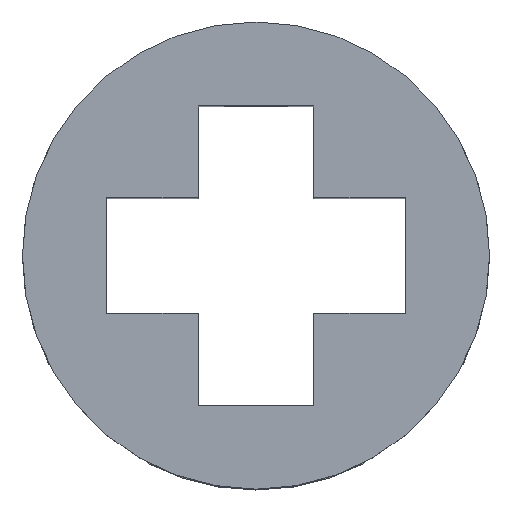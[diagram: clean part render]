
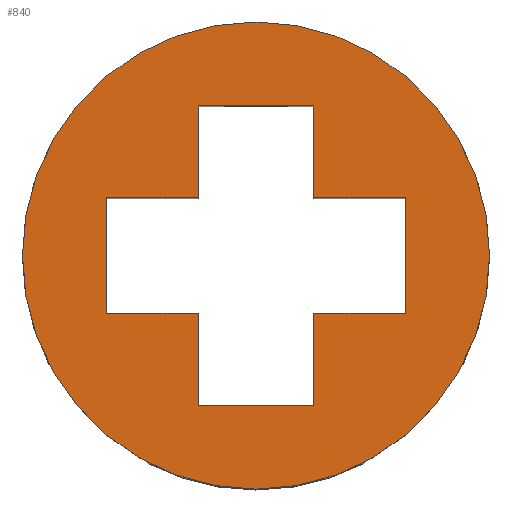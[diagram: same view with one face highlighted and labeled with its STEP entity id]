
A CAD part, top view. The second image highlights one B-rep face of the part: STEP entity #840.
In plain terms, the highlighted planar face has unit normal (0, 0, 1).
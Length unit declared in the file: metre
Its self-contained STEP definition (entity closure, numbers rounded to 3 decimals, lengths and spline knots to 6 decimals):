
#203=CARTESIAN_POINT('',(0.,0.,0.003835));
#204=DIRECTION('',(0.,0.,-1.));
#205=DIRECTION('',(-1.,0.,0.));
#206=AXIS2_PLACEMENT_3D('',#203,#204,#205);
#208=CARTESIAN_POINT('',(0.,0.,0.003835));
#209=DIRECTION('',(0.,0.,-1.));
#210=DIRECTION('',(1.,0.,0.));
#211=AXIS2_PLACEMENT_3D('',#208,#209,#210);
#213=DIRECTION('',(0.,-1.,0.));
#214=VECTOR('',#213,0.00183);
#215=CARTESIAN_POINT('',(-0.002375,0.000915,0.003835));
#216=LINE('',#215,#214);
#217=DIRECTION('',(1.,0.,0.));
#218=VECTOR('',#217,0.00146);
#219=CARTESIAN_POINT('',(-0.002375,-0.000915,0.003835));
#220=LINE('',#219,#218);
#221=DIRECTION('',(0.,-1.,0.));
#222=VECTOR('',#221,0.00146);
#223=CARTESIAN_POINT('',(-0.000915,-0.000915,0.003835));
#224=LINE('',#223,#222);
#225=DIRECTION('',(1.,0.,0.));
#226=VECTOR('',#225,0.00183);
#227=CARTESIAN_POINT('',(-0.000915,-0.002375,0.003835));
#228=LINE('',#227,#226);
#229=DIRECTION('',(0.,1.,0.));
#230=VECTOR('',#229,0.00146);
#231=CARTESIAN_POINT('',(0.000915,-0.002375,0.003835));
#232=LINE('',#231,#230);
#233=DIRECTION('',(1.,0.,0.));
#234=VECTOR('',#233,0.00146);
#235=CARTESIAN_POINT('',(0.000915,-0.000915,0.003835));
#236=LINE('',#235,#234);
#237=DIRECTION('',(0.,1.,0.));
#238=VECTOR('',#237,0.00183);
#239=CARTESIAN_POINT('',(0.002375,-0.000915,0.003835));
#240=LINE('',#239,#238);
#241=DIRECTION('',(-1.,0.,0.));
#242=VECTOR('',#241,0.00146);
#243=CARTESIAN_POINT('',(0.002375,0.000915,0.003835));
#244=LINE('',#243,#242);
#245=DIRECTION('',(0.,1.,0.));
#246=VECTOR('',#245,0.00146);
#247=CARTESIAN_POINT('',(0.000915,0.000915,0.003835));
#248=LINE('',#247,#246);
#249=DIRECTION('',(-1.,0.,0.));
#250=VECTOR('',#249,0.00183);
#251=CARTESIAN_POINT('',(0.000915,0.002375,0.003835));
#252=LINE('',#251,#250);
#253=DIRECTION('',(0.,-1.,0.));
#254=VECTOR('',#253,0.00146);
#255=CARTESIAN_POINT('',(-0.000915,0.002375,0.003835));
#256=LINE('',#255,#254);
#257=DIRECTION('',(-1.,0.,0.));
#258=VECTOR('',#257,0.00146);
#259=CARTESIAN_POINT('',(-0.000915,0.000915,0.003835));
#260=LINE('',#259,#258);
#413=CARTESIAN_POINT('',(-0.003709,0.,0.003835));
#414=CARTESIAN_POINT('',(0.003709,0.,0.003835));
#415=VERTEX_POINT('',#413);
#416=VERTEX_POINT('',#414);
#485=CARTESIAN_POINT('',(-0.002375,0.000915,0.003835));
#486=CARTESIAN_POINT('',(-0.002375,-0.000915,0.003835));
#487=VERTEX_POINT('',#485);
#488=VERTEX_POINT('',#486);
#489=CARTESIAN_POINT('',(-0.000915,-0.000915,0.003835));
#490=VERTEX_POINT('',#489);
#491=CARTESIAN_POINT('',(-0.000915,-0.002375,0.003835));
#492=VERTEX_POINT('',#491);
#493=CARTESIAN_POINT('',(0.000915,-0.002375,0.003835));
#494=VERTEX_POINT('',#493);
#495=CARTESIAN_POINT('',(0.000915,-0.000915,0.003835));
#496=VERTEX_POINT('',#495);
#497=CARTESIAN_POINT('',(0.002375,-0.000915,0.003835));
#498=VERTEX_POINT('',#497);
#499=CARTESIAN_POINT('',(0.002375,0.000915,0.003835));
#500=VERTEX_POINT('',#499);
#501=CARTESIAN_POINT('',(0.000915,0.000915,0.003835));
#502=VERTEX_POINT('',#501);
#503=CARTESIAN_POINT('',(0.000915,0.002375,0.003835));
#504=VERTEX_POINT('',#503);
#505=CARTESIAN_POINT('',(-0.000915,0.002375,0.003835));
#506=VERTEX_POINT('',#505);
#507=CARTESIAN_POINT('',(-0.000915,0.000915,0.003835));
#508=VERTEX_POINT('',#507);
#804=CARTESIAN_POINT('',(0.,0.,0.003835));
#805=DIRECTION('',(0.,0.,1.));
#806=DIRECTION('',(1.,0.,0.));
#807=AXIS2_PLACEMENT_3D('',#804,#805,#806);
#808=PLANE('',#807);
#809=ORIENTED_EDGE('',*,*,#794,.T.);
#811=ORIENTED_EDGE('',*,*,#810,.T.);
#812=EDGE_LOOP('',(#809,#811));
#813=FACE_OUTER_BOUND('',#812,.F.);
#815=ORIENTED_EDGE('',*,*,#814,.T.);
#817=ORIENTED_EDGE('',*,*,#816,.T.);
#819=ORIENTED_EDGE('',*,*,#818,.T.);
#821=ORIENTED_EDGE('',*,*,#820,.T.);
#823=ORIENTED_EDGE('',*,*,#822,.T.);
#825=ORIENTED_EDGE('',*,*,#824,.T.);
#827=ORIENTED_EDGE('',*,*,#826,.T.);
#829=ORIENTED_EDGE('',*,*,#828,.T.);
#831=ORIENTED_EDGE('',*,*,#830,.T.);
#833=ORIENTED_EDGE('',*,*,#832,.T.);
#835=ORIENTED_EDGE('',*,*,#834,.T.);
#837=ORIENTED_EDGE('',*,*,#836,.T.);
#838=EDGE_LOOP('',(#815,#817,#819,#821,#823,#825,#827,#829,#831,#833,#835,
#837));
#839=FACE_BOUND('',#838,.F.);
#840=ADVANCED_FACE('',(#813,#839),#808,.T.);
#207=CIRCLE('',#206,0.003709);
#212=CIRCLE('',#211,0.003709);
#794=EDGE_CURVE('',#415,#416,#207,.T.);
#810=EDGE_CURVE('',#416,#415,#212,.T.);
#814=EDGE_CURVE('',#487,#488,#216,.T.);
#816=EDGE_CURVE('',#488,#490,#220,.T.);
#818=EDGE_CURVE('',#490,#492,#224,.T.);
#820=EDGE_CURVE('',#492,#494,#228,.T.);
#822=EDGE_CURVE('',#494,#496,#232,.T.);
#824=EDGE_CURVE('',#496,#498,#236,.T.);
#826=EDGE_CURVE('',#498,#500,#240,.T.);
#828=EDGE_CURVE('',#500,#502,#244,.T.);
#830=EDGE_CURVE('',#502,#504,#248,.T.);
#832=EDGE_CURVE('',#504,#506,#252,.T.);
#834=EDGE_CURVE('',#506,#508,#256,.T.);
#836=EDGE_CURVE('',#508,#487,#260,.T.);
